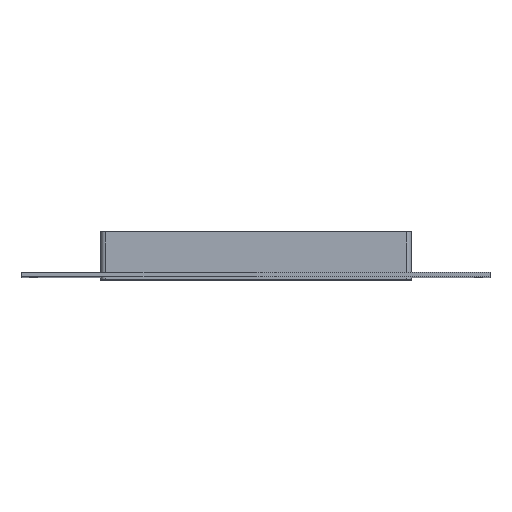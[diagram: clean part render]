
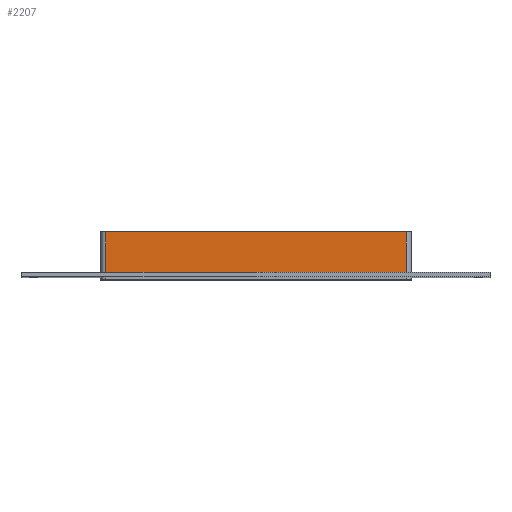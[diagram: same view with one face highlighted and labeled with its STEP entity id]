
A CAD part, top view. The second image highlights one B-rep face of the part: STEP entity #2207.
In plain terms, the highlighted planar face has unit normal (0, 0, 1).
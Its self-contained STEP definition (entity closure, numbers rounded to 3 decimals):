
#1329=CARTESIAN_POINT('',(-190.75,57.0,290.));
#1330=VERTEX_POINT('',#1329);
#1338=CARTESIAN_POINT('',(190.75,57.0,290.));
#1339=VERTEX_POINT('',#1338);
#1340=CARTESIAN_POINT('',(-190.75,57.0,290.));
#1341=DIRECTION('',(1.0,0.0,0.0));
#1342=VECTOR('',#1341,381.5);
#1343=LINE('',#1340,#1342);
#1344=EDGE_CURVE('',#1330,#1339,#1343,.T.);
#1657=CARTESIAN_POINT('',(190.75,6.,290.));
#1658=VERTEX_POINT('',#1657);
#1666=CARTESIAN_POINT('',(-190.75,6.,290.));
#1667=VERTEX_POINT('',#1666);
#1668=CARTESIAN_POINT('',(-190.75,6.,290.));
#1669=DIRECTION('',(1.0,0.0,0.0));
#1670=VECTOR('',#1669,381.5);
#1671=LINE('',#1668,#1670);
#1672=EDGE_CURVE('',#1667,#1658,#1671,.T.);
#1971=CARTESIAN_POINT('',(190.75,57.0,290.));
#1972=DIRECTION('',(0.0,-1.0,0.0));
#1973=VECTOR('',#1972,51.0);
#1974=LINE('',#1971,#1973);
#1975=EDGE_CURVE('',#1339,#1658,#1974,.T.);
#2185=CARTESIAN_POINT('',(-190.75,6.,290.));
#2186=DIRECTION('',(0.0,1.0,0.0));
#2187=VECTOR('',#2186,51.0);
#2188=LINE('',#2185,#2187);
#2189=EDGE_CURVE('',#1667,#1330,#2188,.T.);
#2196=CARTESIAN_POINT('',(-196.75,0.0,290.));
#2197=DIRECTION('',(0.0,0.0,1.0));
#2198=DIRECTION('',(1.0,0.0,0.0));
#2199=AXIS2_PLACEMENT_3D('',#2196,#2197,#2198);
#2200=PLANE('',#2199);
#2201=ORIENTED_EDGE('',*,*,#1672,.T.);
#2202=ORIENTED_EDGE('',*,*,#1975,.F.);
#2203=ORIENTED_EDGE('',*,*,#1344,.F.);
#2204=ORIENTED_EDGE('',*,*,#2189,.F.);
#2205=EDGE_LOOP('',(#2201,#2202,#2203,#2204));
#2206=FACE_OUTER_BOUND('',#2205,.T.);
#2207=ADVANCED_FACE('',(#2206),#2200,.T.);
